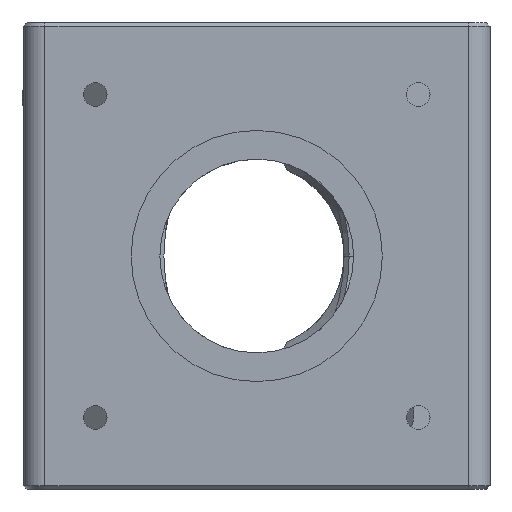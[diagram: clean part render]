
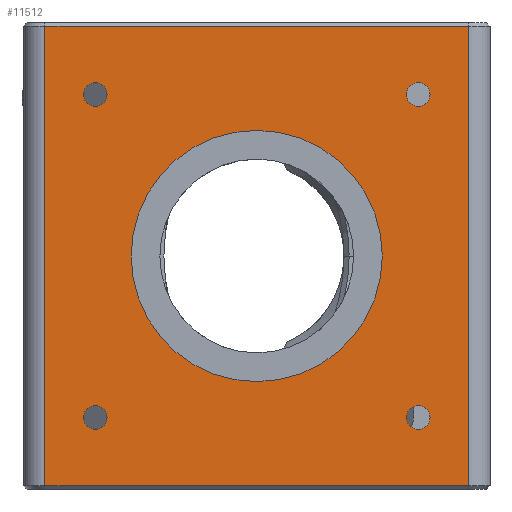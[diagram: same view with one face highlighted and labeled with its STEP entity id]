
A CAD part, front view. The second image highlights one B-rep face of the part: STEP entity #11512.
In plain terms, the highlighted planar face has unit normal (0, -1, 0).
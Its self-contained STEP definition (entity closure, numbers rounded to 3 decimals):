
#22 = DIRECTION ( 'NONE',  ( 0., -1., 0. ) ) ;
#135 = CIRCLE ( 'NONE', #4233, 17.5 ) ;
#162 = VERTEX_POINT ( 'NONE', #12642 ) ;
#179 = ORIENTED_EDGE ( 'NONE', *, *, #27033, .F. ) ;
#275 = CIRCLE ( 'NONE', #3324, 1.65 ) ;
#342 = EDGE_CURVE ( 'NONE', #4150, #5264, #135, .T. ) ;
#503 = EDGE_CURVE ( 'NONE', #20141, #1789, #21660, .T. ) ;
#789 = AXIS2_PLACEMENT_3D ( 'NONE', #4916, #23767, #21567 ) ;
#1045 = VERTEX_POINT ( 'NONE', #17717 ) ;
#1077 = CARTESIAN_POINT ( 'NONE',  ( -45.736, -35.997, 46. ) ) ;
#1125 = ORIENTED_EDGE ( 'NONE', *, *, #14275, .F. ) ;
#1250 = DIRECTION ( 'NONE',  ( 0., 0., 1. ) ) ;
#1560 = EDGE_LOOP ( 'NONE', ( #22768, #20789 ) ) ;
#1789 = VERTEX_POINT ( 'NONE', #22694 ) ;
#2026 = VERTEX_POINT ( 'NONE', #22289 ) ;
#2223 = CARTESIAN_POINT ( 'NONE',  ( 9.264, -35.997, 57.15 ) ) ;
#2328 = ORIENTED_EDGE ( 'NONE', *, *, #12732, .F. ) ;
#2799 = CARTESIAN_POINT ( 'NONE',  ( -35.736, -35.997, 57.15 ) ) ;
#2827 = AXIS2_PLACEMENT_3D ( 'NONE', #14375, #16649, #4187 ) ;
#3040 = AXIS2_PLACEMENT_3D ( 'NONE', #13478, #19856, #21949 ) ;
#3190 = PLANE ( 'NONE',  #5848 ) ;
#3324 = AXIS2_PLACEMENT_3D ( 'NONE', #8249, #8332, #25081 ) ;
#3369 = DIRECTION ( 'NONE',  ( 1., 0., 0. ) ) ;
#3515 = CIRCLE ( 'NONE', #19760, 1.65 ) ;
#3978 = ORIENTED_EDGE ( 'NONE', *, *, #16405, .F. ) ;
#4037 = DIRECTION ( 'NONE',  ( 0., 0., -1. ) ) ;
#4122 = CARTESIAN_POINT ( 'NONE',  ( -35.736, -35.997, 100.5 ) ) ;
#4150 = VERTEX_POINT ( 'NONE', #19081 ) ;
#4187 = DIRECTION ( 'NONE',  ( 0., 0., -1. ) ) ;
#4233 = AXIS2_PLACEMENT_3D ( 'NONE', #21380, #23030, #23392 ) ;
#4507 = ORIENTED_EDGE ( 'NONE', *, *, #16875, .F. ) ;
#4916 = CARTESIAN_POINT ( 'NONE',  ( -35.736, -35.997, 55.5 ) ) ;
#5264 = VERTEX_POINT ( 'NONE', #26331 ) ;
#5338 = ORIENTED_EDGE ( 'NONE', *, *, #11392, .T. ) ;
#5833 = CARTESIAN_POINT ( 'NONE',  ( -35.736, -35.997, 55.5 ) ) ;
#5848 = AXIS2_PLACEMENT_3D ( 'NONE', #7495, #7227, #1250 ) ;
#6165 = FACE_BOUND ( 'NONE', #10908, .T. ) ;
#6172 = EDGE_LOOP ( 'NONE', ( #24356, #11080, #13998, #5338 ) ) ;
#6269 = VECTOR ( 'NONE', #21747, 1000. ) ;
#6482 = FACE_BOUND ( 'NONE', #16160, .T. ) ;
#7042 = VERTEX_POINT ( 'NONE', #2799 ) ;
#7132 = EDGE_CURVE ( 'NONE', #17988, #7042, #10142, .T. ) ;
#7227 = DIRECTION ( 'NONE',  ( 0., 1., 0. ) ) ;
#7241 = CARTESIAN_POINT ( 'NONE',  ( -35.736, -35.997, 102.15 ) ) ;
#7495 = CARTESIAN_POINT ( 'NONE',  ( -45.736, -35.997, 110.5 ) ) ;
#8115 = AXIS2_PLACEMENT_3D ( 'NONE', #22240, #24340, #11517 ) ;
#8249 = CARTESIAN_POINT ( 'NONE',  ( 9.264, -35.997, 100.5 ) ) ;
#8332 = DIRECTION ( 'NONE',  ( 0., -1., 0. ) ) ;
#8392 = EDGE_CURVE ( 'NONE', #1789, #162, #12065, .T. ) ;
#8411 = CARTESIAN_POINT ( 'NONE',  ( 16.264, -35.997, 110. ) ) ;
#8637 = VECTOR ( 'NONE', #19372, 1000. ) ;
#8923 = EDGE_CURVE ( 'NONE', #26040, #25965, #14345, .T. ) ;
#9023 = CARTESIAN_POINT ( 'NONE',  ( -35.736, -35.997, 53.85 ) ) ;
#9637 = DIRECTION ( 'NONE',  ( 0., 0., -1. ) ) ;
#10050 = VECTOR ( 'NONE', #3369, 1000. ) ;
#10142 = CIRCLE ( 'NONE', #789, 1.65 ) ;
#10424 = DIRECTION ( 'NONE',  ( 0., 0., -1. ) ) ;
#10908 = EDGE_LOOP ( 'NONE', ( #24274, #2328 ) ) ;
#11080 = ORIENTED_EDGE ( 'NONE', *, *, #503, .T. ) ;
#11392 = EDGE_CURVE ( 'NONE', #162, #1045, #27024, .T. ) ;
#11399 = ORIENTED_EDGE ( 'NONE', *, *, #11513, .F. ) ;
#11512 = ADVANCED_FACE ( 'NONE', ( #21785, #23758, #6165, #13317, #6482, #26034 ), #3190, .F. ) ;
#11513 = EDGE_CURVE ( 'NONE', #11931, #12086, #14602, .T. ) ;
#11517 = DIRECTION ( 'NONE',  ( 0., 0., -1. ) ) ;
#11746 = CARTESIAN_POINT ( 'NONE',  ( 9.264, -35.997, 102.15 ) ) ;
#11915 = DIRECTION ( 'NONE',  ( 0., -1., 0. ) ) ;
#11931 = VERTEX_POINT ( 'NONE', #2223 ) ;
#12065 = LINE ( 'NONE', #22188, #23162 ) ;
#12086 = VERTEX_POINT ( 'NONE', #19257 ) ;
#12545 = CIRCLE ( 'NONE', #14707, 17.5 ) ;
#12642 = CARTESIAN_POINT ( 'NONE',  ( -42.736, -35.997, 46. ) ) ;
#12732 = EDGE_CURVE ( 'NONE', #25965, #26040, #3515, .T. ) ;
#13133 = AXIS2_PLACEMENT_3D ( 'NONE', #16610, #22808, #25096 ) ;
#13317 = FACE_BOUND ( 'NONE', #1560, .T. ) ;
#13478 = CARTESIAN_POINT ( 'NONE',  ( 9.264, -35.997, 55.5 ) ) ;
#13998 = ORIENTED_EDGE ( 'NONE', *, *, #8392, .T. ) ;
#14105 = CARTESIAN_POINT ( 'NONE',  ( -35.736, -35.997, 98.85 ) ) ;
#14275 = EDGE_CURVE ( 'NONE', #15276, #2026, #25980, .T. ) ;
#14345 = CIRCLE ( 'NONE', #13133, 1.65 ) ;
#14375 = CARTESIAN_POINT ( 'NONE',  ( 9.264, -35.997, 100.5 ) ) ;
#14602 = CIRCLE ( 'NONE', #3040, 1.65 ) ;
#14707 = AXIS2_PLACEMENT_3D ( 'NONE', #20702, #22, #10424 ) ;
#15276 = VERTEX_POINT ( 'NONE', #11746 ) ;
#15460 = CARTESIAN_POINT ( 'NONE',  ( 16.264, -35.997, 110.5 ) ) ;
#15813 = EDGE_LOOP ( 'NONE', ( #179, #1125 ) ) ;
#16160 = EDGE_LOOP ( 'NONE', ( #21165, #3978 ) ) ;
#16405 = EDGE_CURVE ( 'NONE', #5264, #4150, #12545, .T. ) ;
#16434 = CIRCLE ( 'NONE', #8115, 1.65 ) ;
#16610 = CARTESIAN_POINT ( 'NONE',  ( -35.736, -35.997, 100.5 ) ) ;
#16649 = DIRECTION ( 'NONE',  ( 0., -1., 0. ) ) ;
#16875 = EDGE_CURVE ( 'NONE', #12086, #11931, #16434, .T. ) ;
#16986 = CIRCLE ( 'NONE', #23359, 1.65 ) ;
#17536 = EDGE_LOOP ( 'NONE', ( #4507, #11399 ) ) ;
#17717 = CARTESIAN_POINT ( 'NONE',  ( 16.264, -35.997, 46. ) ) ;
#17988 = VERTEX_POINT ( 'NONE', #9023 ) ;
#19081 = CARTESIAN_POINT ( 'NONE',  ( -13.236, -35.997, 60.5 ) ) ;
#19257 = CARTESIAN_POINT ( 'NONE',  ( 9.264, -35.997, 53.85 ) ) ;
#19372 = DIRECTION ( 'NONE',  ( -1., 0., 0. ) ) ;
#19760 = AXIS2_PLACEMENT_3D ( 'NONE', #4122, #24797, #4037 ) ;
#19856 = DIRECTION ( 'NONE',  ( 0., -1., 0. ) ) ;
#20141 = VERTEX_POINT ( 'NONE', #8411 ) ;
#20702 = CARTESIAN_POINT ( 'NONE',  ( -13.236, -35.997, 78. ) ) ;
#20789 = ORIENTED_EDGE ( 'NONE', *, *, #22872, .F. ) ;
#21165 = ORIENTED_EDGE ( 'NONE', *, *, #342, .F. ) ;
#21380 = CARTESIAN_POINT ( 'NONE',  ( -13.236, -35.997, 78. ) ) ;
#21567 = DIRECTION ( 'NONE',  ( 0., 0., -1. ) ) ;
#21660 = LINE ( 'NONE', #21742, #8637 ) ;
#21742 = CARTESIAN_POINT ( 'NONE',  ( -42.736, -35.997, 110. ) ) ;
#21747 = DIRECTION ( 'NONE',  ( 0., 0., 1. ) ) ;
#21785 = FACE_BOUND ( 'NONE', #17536, .T. ) ;
#21949 = DIRECTION ( 'NONE',  ( 0., 0., -1. ) ) ;
#22115 = EDGE_CURVE ( 'NONE', #1045, #20141, #22874, .T. ) ;
#22188 = CARTESIAN_POINT ( 'NONE',  ( -42.736, -35.997, 110.5 ) ) ;
#22240 = CARTESIAN_POINT ( 'NONE',  ( 9.264, -35.997, 55.5 ) ) ;
#22289 = CARTESIAN_POINT ( 'NONE',  ( 9.264, -35.997, 98.85 ) ) ;
#22483 = DIRECTION ( 'NONE',  ( 0., 0., -1. ) ) ;
#22694 = CARTESIAN_POINT ( 'NONE',  ( -42.736, -35.997, 110. ) ) ;
#22768 = ORIENTED_EDGE ( 'NONE', *, *, #7132, .F. ) ;
#22808 = DIRECTION ( 'NONE',  ( 0., -1., 0. ) ) ;
#22872 = EDGE_CURVE ( 'NONE', #7042, #17988, #16986, .T. ) ;
#22874 = LINE ( 'NONE', #15460, #6269 ) ;
#23030 = DIRECTION ( 'NONE',  ( 0., -1., 0. ) ) ;
#23162 = VECTOR ( 'NONE', #9637, 1000. ) ;
#23359 = AXIS2_PLACEMENT_3D ( 'NONE', #5833, #11915, #22483 ) ;
#23392 = DIRECTION ( 'NONE',  ( 0., 0., -1. ) ) ;
#23758 = FACE_BOUND ( 'NONE', #15813, .T. ) ;
#23767 = DIRECTION ( 'NONE',  ( 0., -1., 0. ) ) ;
#24274 = ORIENTED_EDGE ( 'NONE', *, *, #8923, .F. ) ;
#24340 = DIRECTION ( 'NONE',  ( 0., -1., 0. ) ) ;
#24356 = ORIENTED_EDGE ( 'NONE', *, *, #22115, .T. ) ;
#24797 = DIRECTION ( 'NONE',  ( 0., -1., 0. ) ) ;
#25081 = DIRECTION ( 'NONE',  ( 0., 0., -1. ) ) ;
#25096 = DIRECTION ( 'NONE',  ( 0., 0., -1. ) ) ;
#25965 = VERTEX_POINT ( 'NONE', #7241 ) ;
#25980 = CIRCLE ( 'NONE', #2827, 1.65 ) ;
#26034 = FACE_OUTER_BOUND ( 'NONE', #6172, .T. ) ;
#26040 = VERTEX_POINT ( 'NONE', #14105 ) ;
#26331 = CARTESIAN_POINT ( 'NONE',  ( -13.236, -35.997, 95.5 ) ) ;
#27024 = LINE ( 'NONE', #1077, #10050 ) ;
#27033 = EDGE_CURVE ( 'NONE', #2026, #15276, #275, .T. ) ;
